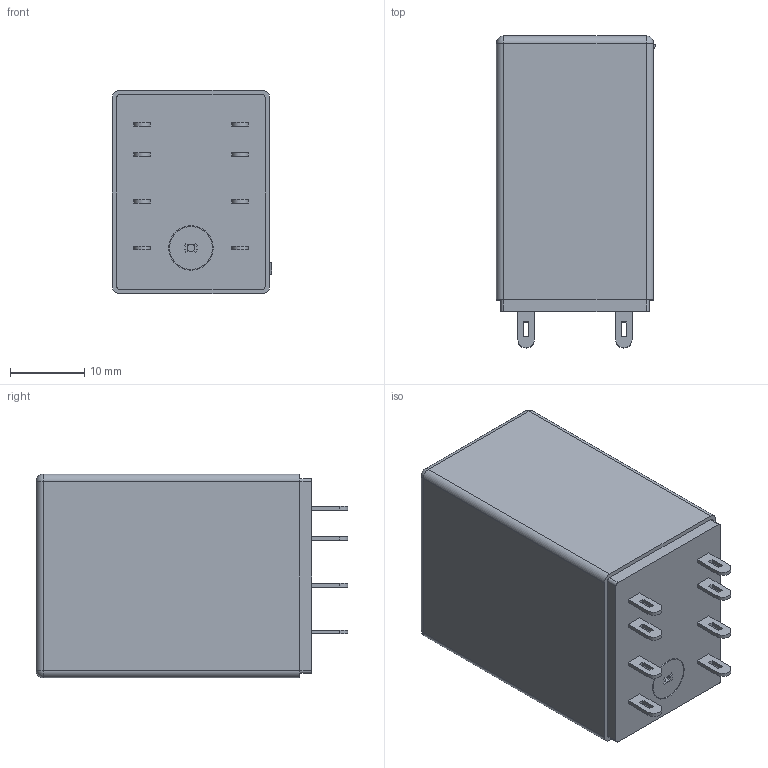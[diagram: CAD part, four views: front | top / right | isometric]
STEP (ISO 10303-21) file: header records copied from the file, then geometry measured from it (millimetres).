
FILE_DESCRIPTION((''),'2;1');
FILE_NAME('R2.stp','2015-07-20T14:40:23',('CAD Station'),(''),'Autodesk Inventor 2013','Autodesk Inventor 2013','');
FILE_SCHEMA(('CONFIG_CONTROL_DESIGN'));
Length unit declared in the file: millimetre
Products named in the file (3): R2; R2 top
Assembly tree (2 placements, depth 2):
  R2
    R2
    R2 top
Bounding box: 21.48 x 42.1 x 27.5 mm (x, y, z)
Volume: 21444.4 mm3; surface area: 5036.2 mm2
Topology: 2 solids, 2 shells, 151 faces, 383 edges, 251 vertices
Faces by surface type: plane 110, cylinder 35, sphere 3, bspline 2, torus 1
Full cylindrical faces by diameter (mm): 1 x1, 1.5 x2, 2 x1, 5.783 x1, 6 x1
Entity records: 4689 total; most frequent: CARTESIAN_POINT 868, DIRECTION 758, ORIENTED_EDGE 752, EDGE_CURVE 376, VECTOR 294, LINE 294, VERTEX_POINT 250, AXIS2_PLACEMENT_3D 232
